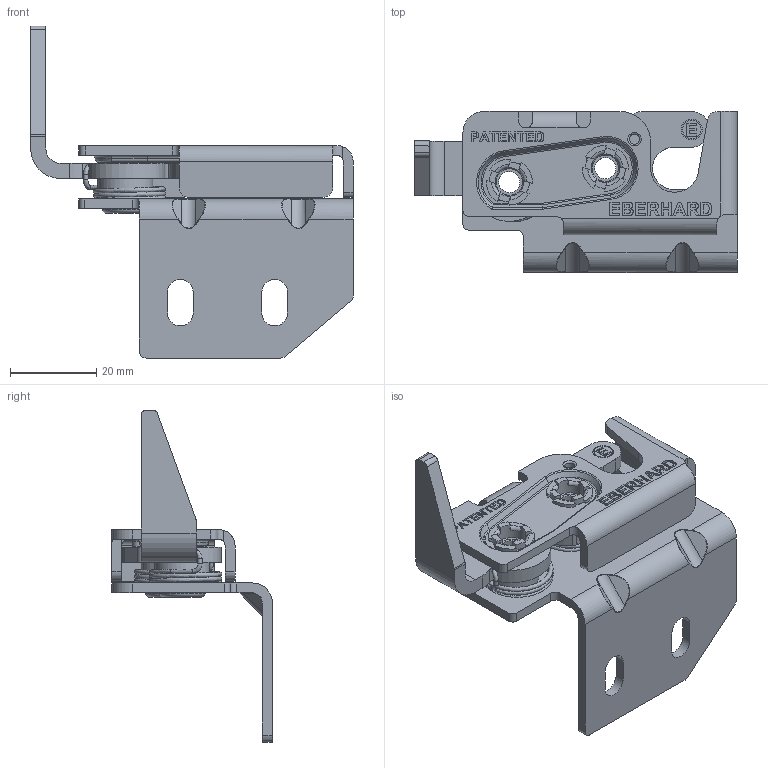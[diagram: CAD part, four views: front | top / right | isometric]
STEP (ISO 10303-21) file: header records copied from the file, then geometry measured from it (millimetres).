
FILE_DESCRIPTION(/* description */ (''),/* implementation_level */ '2;1');
FILE_NAME(/* name */ '77-231-ML.stp',/* time_stamp */ '2022-01-31T10:32:58-05:00',/* author */ ('RBernot'),/* organization */ ('Eberhard Manufacturing Company'),/* preprocessor_version */ 'ST-DEVELOPER v18.1',/* originating_system */ 'Autodesk Inventor 2020',/* authorisation */ '');
FILE_SCHEMA (('AUTOMOTIVE_DESIGN { 1 0 10303 214 3 1 1 }'));
Length unit declared in the file: inch
Products named in the file (2): 77-231-ML; 77-231-ML_Substitute_1
Assembly tree (1 placements, depth 2):
  77-231-ML
    77-231-ML_Substitute_1
Bounding box: 74.66 x 37.21 x 76.89 mm (x, y, z)
Volume: 17820.2 mm3; surface area: 18145.9 mm2
Topology: 1 solids, 1 shells, 662 faces, 1838 edges, 1180 vertices
Faces by surface type: plane 404, cylinder 148, bspline 78, torus 24, cone 8
Full cylindrical faces by diameter (mm): 1.016 x2, 2.337 x1, 3.175 x1, 4.318 x2, 4.826 x2, 4.917 x2, 6.629 x4, 8.42 x4, 11.112 x2, 11.367 x2, 12.7 x2
Entity records: 25036 total; most frequent: CARTESIAN_POINT 7453, ORIENTED_EDGE 3676, DIRECTION 3261, EDGE_CURVE 1838, LINE 1227, VECTOR 1227, VERTEX_POINT 1180, AXIS2_PLACEMENT_3D 1017
